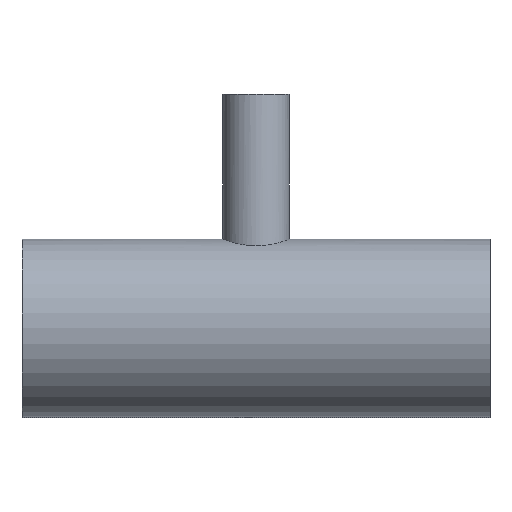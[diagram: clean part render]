
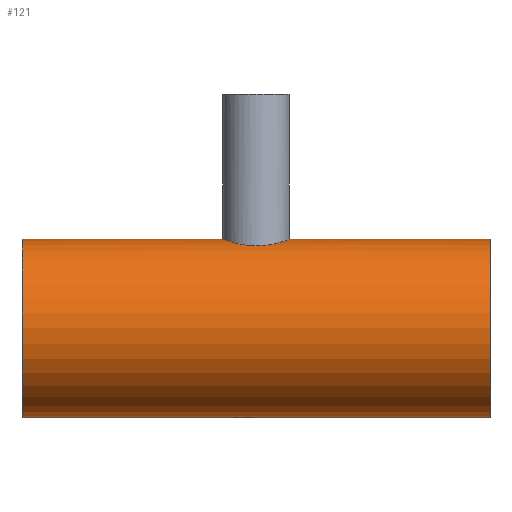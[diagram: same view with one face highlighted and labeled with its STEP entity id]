
A CAD part, front view. The second image highlights one B-rep face of the part: STEP entity #121.
In plain terms, the highlighted cylindrical face has radius 50.8 mm (diameter 101.6 mm), a full revolution.
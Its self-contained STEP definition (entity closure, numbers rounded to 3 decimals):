
#21=FACE_BOUND('',#39,.T.);
#28=FACE_OUTER_BOUND('',#38,.T.);
#38=EDGE_LOOP('',(#104,#105,#106,#107));
#39=EDGE_LOOP('',(#108,#109));
#46=CIRCLE('',#152,50.8);
#47=CIRCLE('',#154,50.8);
#51=LINE('',#350,#55);
#55=VECTOR('',#185,50.8);
#58=B_SPLINE_CURVE_WITH_KNOTS('',3,(#275,#276,#277,#278,#279,#280,#281,
#282,#283,#284,#285,#286,#287,#288,#289,#290,#291,#292),.UNSPECIFIED.,.F.,
 .F.,(4,2,2,2,2,2,2,2,4),(0.,0.363,0.726,1.088,
1.451,1.814,2.176,2.539,2.901),
 .UNSPECIFIED.);
#59=B_SPLINE_CURVE_WITH_KNOTS('',3,(#293,#294,#295,#296,#297,#298,#299,
#300,#301,#302,#303,#304,#305,#306,#307,#308,#309,#310,#311,#312,#313,#314,
#315,#316,#317,#318,#319,#320,#321,#322,#323,#324,#325,#326,#327,#328,#329,
#330,#331,#332,#333,#334,#335,#336,#337,#338,#339,#340,#341,#342),
 .UNSPECIFIED.,.F.,.F.,(4,2,2,2,2,2,2,2,2,2,2,2,2,2,2,2,2,2,2,2,2,2,2,2,
4),(2.901,3.264,3.626,3.989,4.351,
4.714,5.077,5.44,5.803,6.166,
6.528,6.891,7.254,7.616,7.979,
8.342,8.704,9.067,9.429,9.792,
10.154,10.517,10.88,11.243,11.605),
 .UNSPECIFIED.);
#66=VERTEX_POINT('',#272);
#67=VERTEX_POINT('',#274);
#68=VERTEX_POINT('',#345);
#69=VERTEX_POINT('',#348);
#79=EDGE_CURVE('',#67,#66,#58,.T.);
#80=EDGE_CURVE('',#66,#67,#59,.T.);
#81=EDGE_CURVE('',#68,#68,#46,.T.);
#82=EDGE_CURVE('',#69,#69,#47,.T.);
#83=EDGE_CURVE('',#69,#68,#51,.T.);
#104=ORIENTED_EDGE('',*,*,#82,.F.);
#105=ORIENTED_EDGE('',*,*,#83,.T.);
#106=ORIENTED_EDGE('',*,*,#81,.F.);
#107=ORIENTED_EDGE('',*,*,#83,.F.);
#108=ORIENTED_EDGE('',*,*,#79,.T.);
#109=ORIENTED_EDGE('',*,*,#80,.T.);
#115=CYLINDRICAL_SURFACE('',#153,50.8);
#121=ADVANCED_FACE('',(#28,#21),#115,.T.);
#152=AXIS2_PLACEMENT_3D('',#346,#179,#180);
#153=AXIS2_PLACEMENT_3D('',#347,#181,#182);
#154=AXIS2_PLACEMENT_3D('',#349,#183,#184);
#179=DIRECTION('center_axis',(-1.,0.,0.));
#180=DIRECTION('ref_axis',(0.,1.,0.));
#181=DIRECTION('center_axis',(1.,0.,0.));
#182=DIRECTION('ref_axis',(0.,1.,0.));
#183=DIRECTION('center_axis',(1.,0.,0.));
#184=DIRECTION('ref_axis',(0.,1.,0.));
#185=DIRECTION('',(-1.,0.,0.));
#272=CARTESIAN_POINT('',(-19.05,0.,50.8));
#274=CARTESIAN_POINT('',(0.,-19.05,47.093));
#275=CARTESIAN_POINT('Ctrl Pts',(0.,-19.05,47.093));
#276=CARTESIAN_POINT('Ctrl Pts',(-1.209,-19.05,47.093));
#277=CARTESIAN_POINT('Ctrl Pts',(-2.456,-18.933,47.141));
#278=CARTESIAN_POINT('Ctrl Pts',(-4.927,-18.445,47.334));
#279=CARTESIAN_POINT('Ctrl Pts',(-6.152,-18.074,47.479));
#280=CARTESIAN_POINT('Ctrl Pts',(-8.494,-17.099,47.839));
#281=CARTESIAN_POINT('Ctrl Pts',(-9.614,-16.493,48.054));
#282=CARTESIAN_POINT('Ctrl Pts',(-11.682,-15.099,48.51));
#283=CARTESIAN_POINT('Ctrl Pts',(-12.631,-14.31,48.751));
#284=CARTESIAN_POINT('Ctrl Pts',(-14.309,-12.632,49.212));
#285=CARTESIAN_POINT('Ctrl Pts',(-15.098,-11.683,49.45));
#286=CARTESIAN_POINT('Ctrl Pts',(-16.493,-9.615,49.893));
#287=CARTESIAN_POINT('Ctrl Pts',(-17.098,-8.494,50.099));
#288=CARTESIAN_POINT('Ctrl Pts',(-18.074,-6.151,50.44));
#289=CARTESIAN_POINT('Ctrl Pts',(-18.445,-4.926,50.576));
#290=CARTESIAN_POINT('Ctrl Pts',(-18.933,-2.454,50.756));
#291=CARTESIAN_POINT('Ctrl Pts',(-19.05,-1.208,50.8));
#292=CARTESIAN_POINT('Ctrl Pts',(-19.05,0.,50.8));
#293=CARTESIAN_POINT('Ctrl Pts',(-19.05,0.,50.8));
#294=CARTESIAN_POINT('Ctrl Pts',(-19.05,1.208,50.8));
#295=CARTESIAN_POINT('Ctrl Pts',(-18.933,2.454,50.756));
#296=CARTESIAN_POINT('Ctrl Pts',(-18.445,4.926,50.576));
#297=CARTESIAN_POINT('Ctrl Pts',(-18.074,6.151,50.44));
#298=CARTESIAN_POINT('Ctrl Pts',(-17.098,8.494,50.099));
#299=CARTESIAN_POINT('Ctrl Pts',(-16.493,9.615,49.893));
#300=CARTESIAN_POINT('Ctrl Pts',(-15.098,11.683,49.45));
#301=CARTESIAN_POINT('Ctrl Pts',(-14.309,12.632,49.212));
#302=CARTESIAN_POINT('Ctrl Pts',(-12.631,14.31,48.751));
#303=CARTESIAN_POINT('Ctrl Pts',(-11.682,15.099,48.51));
#304=CARTESIAN_POINT('Ctrl Pts',(-9.614,16.493,48.054));
#305=CARTESIAN_POINT('Ctrl Pts',(-8.494,17.099,47.839));
#306=CARTESIAN_POINT('Ctrl Pts',(-6.152,18.074,47.479));
#307=CARTESIAN_POINT('Ctrl Pts',(-4.927,18.445,47.334));
#308=CARTESIAN_POINT('Ctrl Pts',(-2.456,18.933,47.141));
#309=CARTESIAN_POINT('Ctrl Pts',(-1.209,19.05,47.093));
#310=CARTESIAN_POINT('Ctrl Pts',(1.209,19.05,47.093));
#311=CARTESIAN_POINT('Ctrl Pts',(2.456,18.933,47.141));
#312=CARTESIAN_POINT('Ctrl Pts',(4.927,18.445,47.334));
#313=CARTESIAN_POINT('Ctrl Pts',(6.152,18.074,47.479));
#314=CARTESIAN_POINT('Ctrl Pts',(8.494,17.099,47.839));
#315=CARTESIAN_POINT('Ctrl Pts',(9.614,16.493,48.054));
#316=CARTESIAN_POINT('Ctrl Pts',(11.682,15.099,48.51));
#317=CARTESIAN_POINT('Ctrl Pts',(12.631,14.31,48.751));
#318=CARTESIAN_POINT('Ctrl Pts',(14.309,12.632,49.212));
#319=CARTESIAN_POINT('Ctrl Pts',(15.098,11.683,49.45));
#320=CARTESIAN_POINT('Ctrl Pts',(16.493,9.615,49.893));
#321=CARTESIAN_POINT('Ctrl Pts',(17.098,8.494,50.099));
#322=CARTESIAN_POINT('Ctrl Pts',(18.074,6.151,50.44));
#323=CARTESIAN_POINT('Ctrl Pts',(18.445,4.926,50.576));
#324=CARTESIAN_POINT('Ctrl Pts',(18.933,2.454,50.756));
#325=CARTESIAN_POINT('Ctrl Pts',(19.05,1.208,50.8));
#326=CARTESIAN_POINT('Ctrl Pts',(19.05,-1.208,50.8));
#327=CARTESIAN_POINT('Ctrl Pts',(18.933,-2.454,50.756));
#328=CARTESIAN_POINT('Ctrl Pts',(18.445,-4.926,50.576));
#329=CARTESIAN_POINT('Ctrl Pts',(18.074,-6.151,50.44));
#330=CARTESIAN_POINT('Ctrl Pts',(17.098,-8.494,50.099));
#331=CARTESIAN_POINT('Ctrl Pts',(16.493,-9.615,49.893));
#332=CARTESIAN_POINT('Ctrl Pts',(15.098,-11.683,49.45));
#333=CARTESIAN_POINT('Ctrl Pts',(14.309,-12.632,49.212));
#334=CARTESIAN_POINT('Ctrl Pts',(12.631,-14.31,48.751));
#335=CARTESIAN_POINT('Ctrl Pts',(11.682,-15.099,48.51));
#336=CARTESIAN_POINT('Ctrl Pts',(9.614,-16.493,48.054));
#337=CARTESIAN_POINT('Ctrl Pts',(8.494,-17.099,47.839));
#338=CARTESIAN_POINT('Ctrl Pts',(6.152,-18.074,47.479));
#339=CARTESIAN_POINT('Ctrl Pts',(4.927,-18.445,47.334));
#340=CARTESIAN_POINT('Ctrl Pts',(2.456,-18.933,47.141));
#341=CARTESIAN_POINT('Ctrl Pts',(1.209,-19.05,47.093));
#342=CARTESIAN_POINT('Ctrl Pts',(0.,-19.05,47.093));
#345=CARTESIAN_POINT('',(-133.4,-50.8,0.));
#346=CARTESIAN_POINT('Origin',(-133.4,0.,0.));
#347=CARTESIAN_POINT('Origin',(0.,0.,0.));
#348=CARTESIAN_POINT('',(133.4,-50.8,0.));
#349=CARTESIAN_POINT('Origin',(133.4,0.,0.));
#350=CARTESIAN_POINT('',(0.,-50.8,0.));
